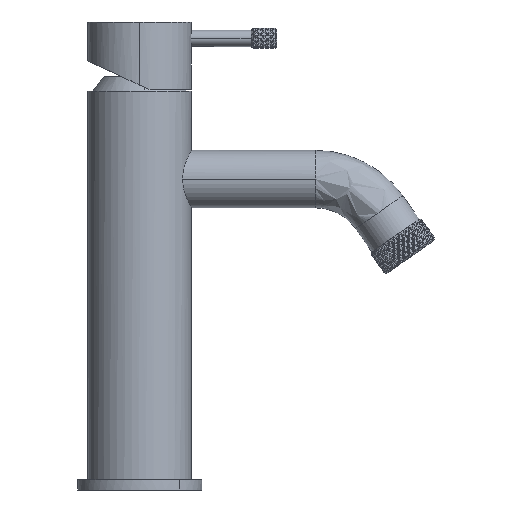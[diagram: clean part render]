
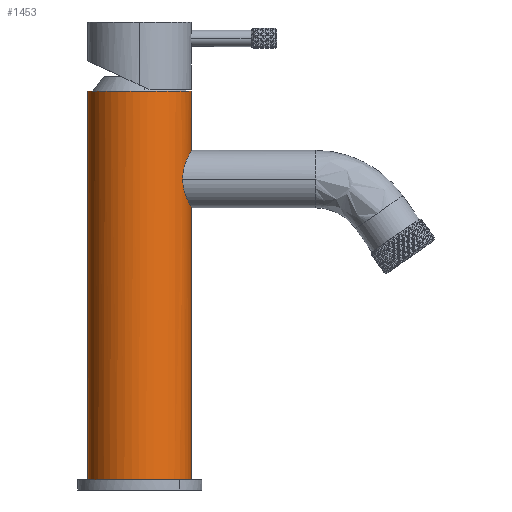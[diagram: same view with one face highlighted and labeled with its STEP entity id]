
A CAD part, left-side view. The second image highlights one B-rep face of the part: STEP entity #1453.
In plain terms, the highlighted cylindrical face has radius 20 mm (diameter 40 mm), a partial arc.
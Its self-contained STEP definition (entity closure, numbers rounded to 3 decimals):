
#1453=ADVANCED_FACE('',(#3969),#36095,.T.);
#3969=FACE_OUTER_BOUND('',#6496,.T.);
#6496=EDGE_LOOP('',(#9718,#9719,#9720,#9721,#9722,#9723,#9724));
#9718=ORIENTED_EDGE('',*,*,#21116,.F.);
#9719=ORIENTED_EDGE('',*,*,#21122,.T.);
#9720=ORIENTED_EDGE('',*,*,#21121,.F.);
#9721=ORIENTED_EDGE('',*,*,#21123,.T.);
#9722=ORIENTED_EDGE('',*,*,#21119,.F.);
#9723=ORIENTED_EDGE('',*,*,#21124,.T.);
#9724=ORIENTED_EDGE('',*,*,#21125,.T.);
#21116=EDGE_CURVE('',#32754,#32755,#28849,.T.);
#21119=EDGE_CURVE('',#32751,#32756,#28852,.T.);
#21121=EDGE_CURVE('',#32757,#32753,#28853,.T.);
#21122=EDGE_CURVE('',#32754,#32753,#26799,.T.);
#21123=EDGE_CURVE('',#32757,#32756,#26800,.T.);
#21124=EDGE_CURVE('',#32751,#32750,#28854,.T.);
#21125=EDGE_CURVE('',#32750,#32755,#28855,.T.);
#26799=(
BOUNDED_CURVE()
B_SPLINE_CURVE(2,(#41959,#41960,#41961,#41962,#41963),.UNSPECIFIED.,.F.,
 .F.)
B_SPLINE_CURVE_WITH_KNOTS((3,2,3),(0.,31.416,62.832),
 .UNSPECIFIED.)
CURVE()
GEOMETRIC_REPRESENTATION_ITEM()
RATIONAL_B_SPLINE_CURVE((1.,0.707,1.,0.707,1.))
REPRESENTATION_ITEM('')
);
#26800=(
BOUNDED_CURVE()
B_SPLINE_CURVE(2,(#41964,#41965,#41966,#41967,#41968),.UNSPECIFIED.,.F.,
 .F.)
B_SPLINE_CURVE_WITH_KNOTS((3,2,3),(0.,31.416,62.832),
 .UNSPECIFIED.)
CURVE()
GEOMETRIC_REPRESENTATION_ITEM()
RATIONAL_B_SPLINE_CURVE((1.,0.707,1.,0.707,1.))
REPRESENTATION_ITEM('')
);
#28849=B_SPLINE_CURVE_WITH_KNOTS('',1,(#41904,#41905),.UNSPECIFIED.,.F.,
 .F.,(2,2),(0.,22.75),.UNSPECIFIED.);
#28852=B_SPLINE_CURVE_WITH_KNOTS('',1,(#41950,#41951),.UNSPECIFIED.,.F.,
 .F.,(2,2),(0.,104.75),.UNSPECIFIED.);
#28853=B_SPLINE_CURVE_WITH_KNOTS('',1,(#41957,#41958),.UNSPECIFIED.,.F.,
 .F.,(2,2),(0.,150.),.UNSPECIFIED.);
#28854=B_SPLINE_CURVE_WITH_KNOTS('',3,(#41969,#41970,#41971,#41972,#41973,
#41974,#41975,#41976,#41977,#41978,#41979,#41980,#41981,#41982,#41983,#41984,
#41985,#41986,#41987,#41988,#41989,#41990,#41991,#41992,#41993,#41994,#41995,
#41996),.UNSPECIFIED.,.F.,.F.,(4,2,2,2,2,2,2,2,2,2,2,2,2,4),(0.,1.131,
2.263,3.394,4.525,6.788,7.919,
9.05,10.182,11.313,13.576,14.707,
15.838,18.101),.UNSPECIFIED.);
#28855=B_SPLINE_CURVE_WITH_KNOTS('',3,(#41997,#41998,#41999,#42000,#42001,
#42002,#42003,#42004,#42005,#42006,#42007,#42008,#42009,#42010,#42011,#42012,
#42013,#42014,#42015,#42016,#42017,#42018,#42019,#42020,#42021,#42022),
 .UNSPECIFIED.,.F.,.F.,(4,2,2,2,2,2,2,2,2,2,2,2,4),(0.,1.131,
2.263,3.394,4.526,6.789,7.92,
9.052,11.315,13.577,14.709,15.84,
18.103),.UNSPECIFIED.);
#32750=VERTEX_POINT('',#41882);
#32751=VERTEX_POINT('',#41883);
#32753=VERTEX_POINT('',#41885);
#32754=VERTEX_POINT('',#41886);
#32755=VERTEX_POINT('',#41887);
#32756=VERTEX_POINT('',#41888);
#32757=VERTEX_POINT('',#41889);
#36095=CYLINDRICAL_SURFACE('',#37592,20.);
#37592=AXIS2_PLACEMENT_3D('',#41875,#38995,$);
#38995=DIRECTION('',(0.,0.,-1.));
#41875=CARTESIAN_POINT('',(0.,0.,79.));
#41882=CARTESIAN_POINT('',(-11.25,-16.536,120.));
#41883=CARTESIAN_POINT('',(0.,-20.,108.75));
#41885=CARTESIAN_POINT('',(0.,20.,154.));
#41886=CARTESIAN_POINT('',(0.,-20.,154.));
#41887=CARTESIAN_POINT('',(0.,-20.,131.25));
#41888=CARTESIAN_POINT('',(0.,-20.,4.));
#41889=CARTESIAN_POINT('',(0.,20.,4.));
#41904=CARTESIAN_POINT('',(0.,-20.,154.));
#41905=CARTESIAN_POINT('',(0.,-20.,131.25));
#41950=CARTESIAN_POINT('',(0.,-20.,108.75));
#41951=CARTESIAN_POINT('',(0.,-20.,4.));
#41957=CARTESIAN_POINT('',(0.,20.,4.));
#41958=CARTESIAN_POINT('',(0.,20.,154.));
#41959=CARTESIAN_POINT('',(0.,-20.,154.));
#41960=CARTESIAN_POINT('',(-20.,-20.,154.));
#41961=CARTESIAN_POINT('',(-20.,0.,154.));
#41962=CARTESIAN_POINT('',(-20.,20.,154.));
#41963=CARTESIAN_POINT('',(0.,20.,154.));
#41964=CARTESIAN_POINT('',(0.,20.,4.));
#41965=CARTESIAN_POINT('',(-20.,20.,4.));
#41966=CARTESIAN_POINT('',(-20.,0.,4.));
#41967=CARTESIAN_POINT('',(-20.,-20.,4.));
#41968=CARTESIAN_POINT('',(0.,-20.,4.));
#41969=CARTESIAN_POINT('',(0.,-20.,108.75));
#41970=CARTESIAN_POINT('',(-0.378,-20.,108.75));
#41971=CARTESIAN_POINT('',(-0.76,-19.989,108.769));
#41972=CARTESIAN_POINT('',(-1.509,-19.946,108.845));
#41973=CARTESIAN_POINT('',(-1.88,-19.915,108.902));
#41974=CARTESIAN_POINT('',(-2.611,-19.832,109.051));
#41975=CARTESIAN_POINT('',(-2.972,-19.781,109.143));
#41976=CARTESIAN_POINT('',(-3.685,-19.661,109.364));
#41977=CARTESIAN_POINT('',(-4.038,-19.591,109.493));
#41978=CARTESIAN_POINT('',(-5.06,-19.362,109.925));
#41979=CARTESIAN_POINT('',(-5.701,-19.181,110.274));
#41980=CARTESIAN_POINT('',(-6.607,-18.88,110.887));
#41981=CARTESIAN_POINT('',(-6.9,-18.774,111.107));
#41982=CARTESIAN_POINT('',(-7.457,-18.56,111.569));
#41983=CARTESIAN_POINT('',(-7.723,-18.451,111.812));
#41984=CARTESIAN_POINT('',(-8.229,-18.231,112.321));
#41985=CARTESIAN_POINT('',(-8.47,-18.12,112.587));
#41986=CARTESIAN_POINT('',(-8.927,-17.899,113.145));
#41987=CARTESIAN_POINT('',(-9.145,-17.788,113.437));
#41988=CARTESIAN_POINT('',(-9.751,-17.468,114.342));
#41989=CARTESIAN_POINT('',(-10.094,-17.269,114.979));
#41990=CARTESIAN_POINT('',(-10.516,-17.013,115.987));
#41991=CARTESIAN_POINT('',(-10.642,-16.934,116.332));
#41992=CARTESIAN_POINT('',(-10.861,-16.795,117.042));
#41993=CARTESIAN_POINT('',(-10.954,-16.734,117.408));
#41994=CARTESIAN_POINT('',(-11.175,-16.587,118.507));
#41995=CARTESIAN_POINT('',(-11.25,-16.536,119.249));
#41996=CARTESIAN_POINT('',(-11.25,-16.536,120.));
#41997=CARTESIAN_POINT('',(-11.25,-16.536,120.));
#41998=CARTESIAN_POINT('',(-11.25,-16.536,120.375));
#41999=CARTESIAN_POINT('',(-11.231,-16.549,120.755));
#42000=CARTESIAN_POINT('',(-11.155,-16.6,121.508));
#42001=CARTESIAN_POINT('',(-11.098,-16.638,121.879));
#42002=CARTESIAN_POINT('',(-10.95,-16.737,122.609));
#42003=CARTESIAN_POINT('',(-10.858,-16.797,122.968));
#42004=CARTESIAN_POINT('',(-10.639,-16.936,123.677));
#42005=CARTESIAN_POINT('',(-10.511,-17.016,124.027));
#42006=CARTESIAN_POINT('',(-10.082,-17.276,125.046));
#42007=CARTESIAN_POINT('',(-9.736,-17.476,125.683));
#42008=CARTESIAN_POINT('',(-9.129,-17.797,126.585));
#42009=CARTESIAN_POINT('',(-8.911,-17.907,126.877));
#42010=CARTESIAN_POINT('',(-8.451,-18.129,127.435));
#42011=CARTESIAN_POINT('',(-8.209,-18.24,127.701));
#42012=CARTESIAN_POINT('',(-7.448,-18.57,128.462));
#42013=CARTESIAN_POINT('',(-6.893,-18.786,128.921));
#42014=CARTESIAN_POINT('',(-5.677,-19.188,129.74));
#42015=CARTESIAN_POINT('',(-5.036,-19.368,130.086));
#42016=CARTESIAN_POINT('',(-4.024,-19.594,130.512));
#42017=CARTESIAN_POINT('',(-3.678,-19.662,130.638));
#42018=CARTESIAN_POINT('',(-2.968,-19.782,130.858));
#42019=CARTESIAN_POINT('',(-2.601,-19.834,130.952));
#42020=CARTESIAN_POINT('',(-1.495,-19.958,131.176));
#42021=CARTESIAN_POINT('',(-0.751,-20.,131.25));
#42022=CARTESIAN_POINT('',(0.,-20.,131.25));
